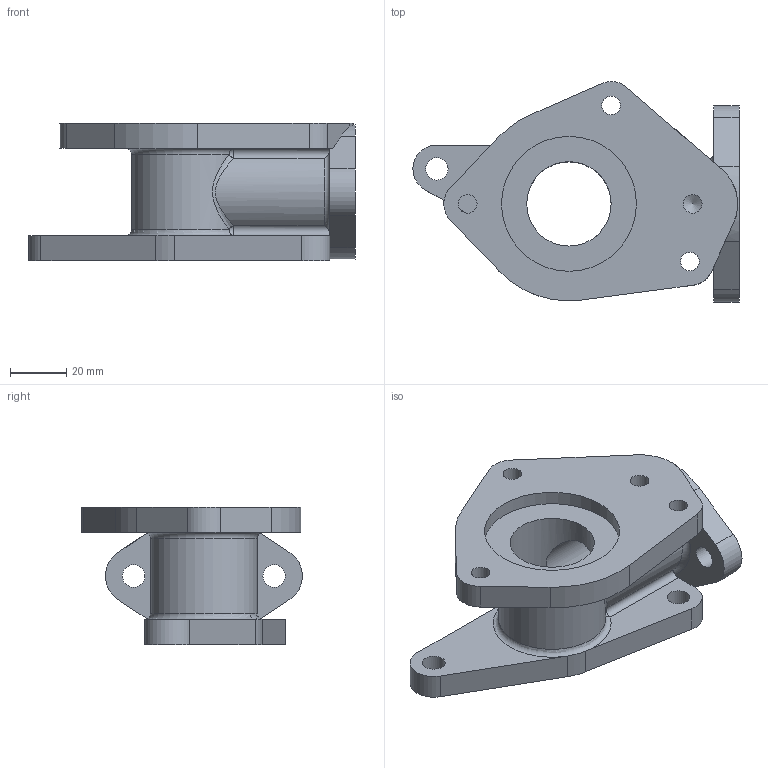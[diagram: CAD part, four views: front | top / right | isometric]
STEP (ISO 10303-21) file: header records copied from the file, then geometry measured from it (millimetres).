
FILE_DESCRIPTION(/* description */ (''),/* implementation_level */ '2;1');
FILE_NAME(/* name */ 'Part 088.stp',/* time_stamp */ '2015-02-26T15:43:12+02:00',/* author */ ('SFC'),/* organization */ (''),/* preprocessor_version */ 'ST-DEVELOPER v15.2',/* originating_system */ 'Autodesk Inventor 2014',/* authorisation */ '');
FILE_SCHEMA (('AUTOMOTIVE_DESIGN { 1 0 10303 214 3 1 1 }'));
Length unit declared in the file: millimetre
Products named in the file (1): Part 088
Bounding box: 116 x 78.48 x 49 mm (x, y, z)
Volume: 96125 mm3; surface area: 36399.3 mm2
Topology: 1 solids, 1 shells, 74 faces, 194 edges, 124 vertices
Faces by surface type: cylinder 35, plane 27, sphere 5, torus 4, bspline 2, cone 1
Full cylindrical faces by diameter (mm): 6.647 x4, 8 x4, 24 x1, 30 x1, 36 x1, 48 x1
Entity records: 2476 total; most frequent: CARTESIAN_POINT 620, DIRECTION 395, ORIENTED_EDGE 348, EDGE_CURVE 174, AXIS2_PLACEMENT_3D 157, VERTEX_POINT 117, EDGE_LOOP 107, LINE 81
